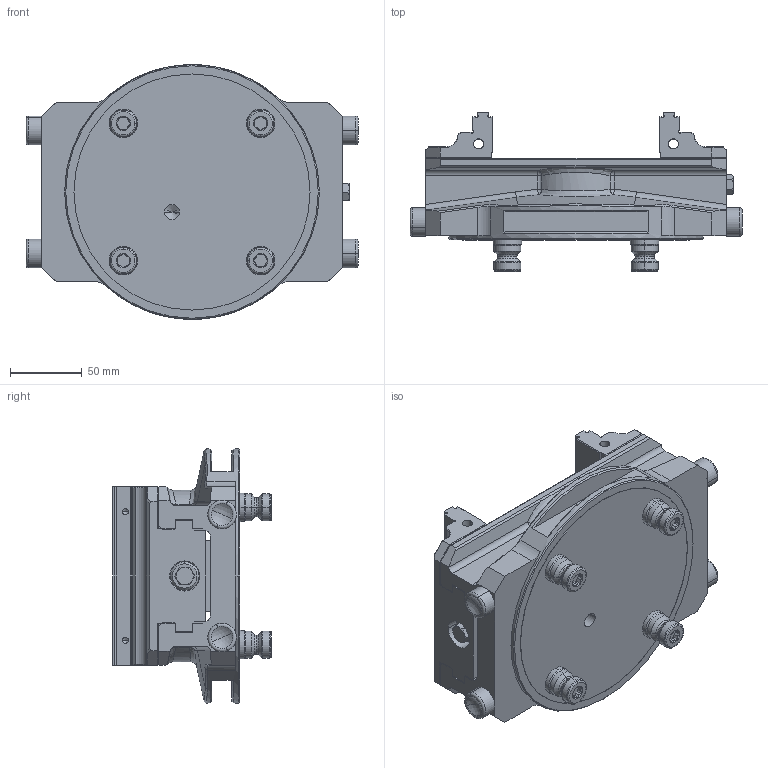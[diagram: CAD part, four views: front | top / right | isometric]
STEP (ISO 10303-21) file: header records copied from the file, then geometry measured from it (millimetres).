
FILE_DESCRIPTION (( 'STEP AP203' ), '1' );
FILE_NAME ('46205.STEP', '2012-11-02T07:11:39', ( '' ), ( '' ), 'SwSTEP 2.0', 'SolidWorks 2011', '' );
FILE_SCHEMA (( 'CONFIG_CONTROL_DESIGN' ));
Length unit declared in the file: millimetre
Products named in the file (3): 46205-1101; 46205; 47125-08-09_Standard<Wie bearbeitet>
Assembly tree (3 placements, depth 2):
  46205
    46205-1101
    47125-08-09_Standard<Wie bearbeitet>  x2
Bounding box: 232 x 111 x 178 mm (x, y, z)
Volume: 1380665.9 mm3; surface area: 234553.1 mm2
Topology: 13 solids, 13 shells, 698 faces, 1704 edges, 1030 vertices
Faces by surface type: plane 290, cylinder 184, cone 146, torus 44, sphere 18, bspline 16
Entity records: 18694 total; most frequent: CARTESIAN_POINT 4635, DIRECTION 2910, ORIENTED_EDGE 2820, EDGE_CURVE 1410, AXIS2_PLACEMENT_3D 1076, VERTEX_POINT 864, VECTOR 758, LINE 758
